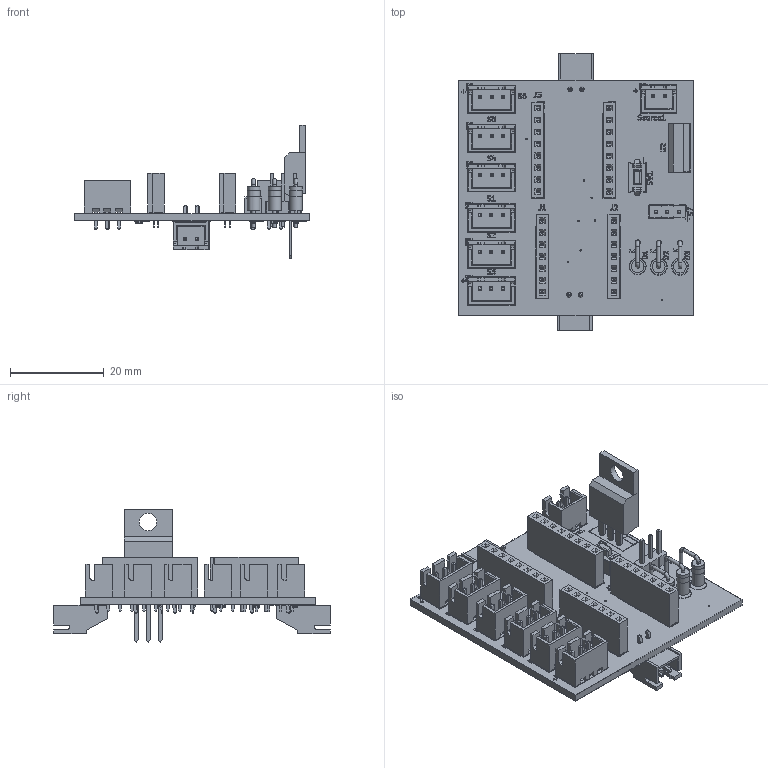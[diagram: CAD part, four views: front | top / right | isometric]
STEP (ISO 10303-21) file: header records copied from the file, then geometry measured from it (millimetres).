
FILE_DESCRIPTION(('KiCad electronic assembly'),'2;1');
FILE_NAME('sumo_bueno.step','2025-10-02T19:13:11',('Pcbnew'),('Kicad'), 'Open CASCADE STEP processor 7.9','KiCad to STEP converter','Unknown' );
FILE_SCHEMA(('AUTOMOTIVE_DESIGN { 1 0 10303 214 1 1 1 1 }'));
Length unit declared in the file: millimetre
Products named in the file (14): sumo_bueno 1; PinHeader_1x03_P2.54mm_Vertical; D_DO-41_SOD81_P5.08mm_Vertical_KathodeUp; JST_XH_B3B-XH-A_1x03_P2.50mm_Vertical; JST_XH_B2B-XH-A_1x02_P2.50mm_Vertical; PinSocket_1x08_P2.54mm_Vertical; SW_PUSH_1P1T_6x3.5mm_H5.0_APEM_MJTP1250; TO-220-3_Vertical; PinSocket_1x07_P2.54mm_Vertical; JST_XH_S2B-XH-A-1_1x02_P2.50mm_Horizontal; R_0805_2012Metric; sumo_bueno_silkscreen; sumo_bueno_soldermask; sumo_bueno_PCB
Assembly tree (28 placements, depth 2):
  sumo_bueno 1
    PinHeader_1x03_P2.54mm_Vertical
    D_DO-41_SOD81_P5.08mm_Vertical_KathodeUp  x3
    JST_XH_B3B-XH-A_1x03_P2.50mm_Vertical  x6
    JST_XH_B2B-XH-A_1x02_P2.50mm_Vertical
    PinSocket_1x08_P2.54mm_Vertical  x2
    SW_PUSH_1P1T_6x3.5mm_H5.0_APEM_MJTP1250
    TO-220-3_Vertical
    PinSocket_1x07_P2.54mm_Vertical  x2
    JST_XH_S2B-XH-A-1_1x02_P2.50mm_Horizontal  x2
    R_0805_2012Metric  x6
    sumo_bueno_silkscreen
    sumo_bueno_soldermask
    sumo_bueno_PCB
Bounding box: 50 x 58.98 x 28.52 mm (x, y, z)
Volume: 7720.3 mm3; surface area: 18964 mm2
Topology: 26 solids, 148 shells, 2456 faces, 8383 edges, 6221 vertices
Faces by surface type: plane 2222, cylinder 216, sphere 8, torus 6, bspline 4
Full cylindrical faces by diameter (mm): 0.3 x8, 0.8 x12, 0.95 x18, 1 x39, 1.1 x9, 1.3 x2, 2.7 x6, 2.72 x3, 3.735 x1
Entity records: 63889 total; most frequent: CARTESIAN_POINT 10551, DIRECTION 8507, ORIENTED_EDGE 7911, EDGE_CURVE 5089, VERTEX_POINT 4093, LINE 4081, VECTOR 4081, AXIS2_PLACEMENT_3D 2213
